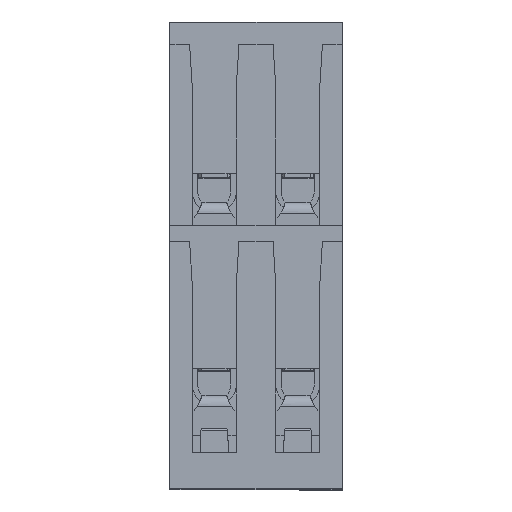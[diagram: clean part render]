
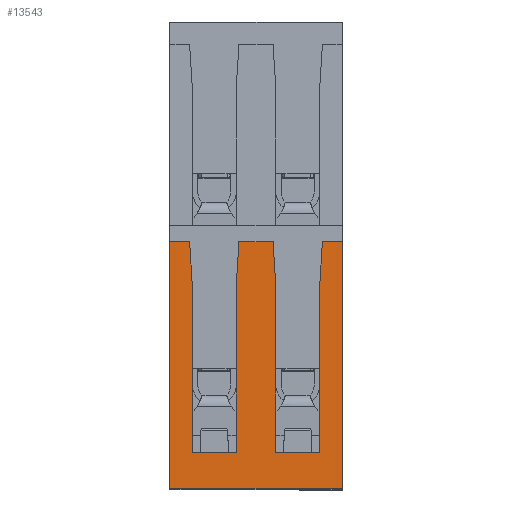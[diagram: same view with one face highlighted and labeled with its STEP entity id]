
A CAD part, top view. The second image highlights one B-rep face of the part: STEP entity #13543.
In plain terms, the highlighted planar face has unit normal (0, 0.021, 1).
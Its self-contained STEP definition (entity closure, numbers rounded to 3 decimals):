
#13 = VECTOR ( 'NONE', #16860, 1000. ) ;
#297 = DIRECTION ( 'NONE',  ( 1., 0., 0. ) ) ;
#490 = LINE ( 'NONE', #26109, #3732 ) ;
#628 = VERTEX_POINT ( 'NONE', #4080 ) ;
#764 = EDGE_CURVE ( 'NONE', #11628, #1793, #13576, .T. ) ;
#854 = CARTESIAN_POINT ( 'NONE',  ( -1.8, 18.496, 37.615 ) ) ;
#870 = AXIS2_PLACEMENT_3D ( 'NONE', #27434, #4831, #4532 ) ;
#992 = LINE ( 'NONE', #15194, #29274 ) ;
#1002 = DIRECTION ( 'NONE',  ( 0., -1., 0.021 ) ) ;
#1124 = ORIENTED_EDGE ( 'NONE', *, *, #20383, .F. ) ;
#1384 = ORIENTED_EDGE ( 'NONE', *, *, #27794, .F. ) ;
#1495 = VECTOR ( 'NONE', #297, 1000. ) ;
#1575 = EDGE_CURVE ( 'NONE', #13935, #3808, #992, .T. ) ;
#1793 = VERTEX_POINT ( 'NONE', #29669 ) ;
#1963 = DIRECTION ( 'NONE',  ( 0.062, 0.998, -0.021 ) ) ;
#2014 = ORIENTED_EDGE ( 'NONE', *, *, #23228, .T. ) ;
#2054 = CARTESIAN_POINT ( 'NONE',  ( 5.8, 18.496, 37.615 ) ) ;
#2166 = ORIENTED_EDGE ( 'NONE', *, *, #764, .F. ) ;
#2318 = CARTESIAN_POINT ( 'NONE',  ( -5.8, 3.299, 37.931 ) ) ;
#2387 = VECTOR ( 'NONE', #14582, 1000. ) ;
#2469 = CARTESIAN_POINT ( 'NONE',  ( 6.05, 22.495, 37.531 ) ) ;
#2553 = CARTESIAN_POINT ( 'NONE',  ( -1.8, 3.299, 37.931 ) ) ;
#3732 = VECTOR ( 'NONE', #21773, 1000. ) ;
#3778 = ORIENTED_EDGE ( 'NONE', *, *, #12312, .F. ) ;
#3808 = VERTEX_POINT ( 'NONE', #23426 ) ;
#3999 = CARTESIAN_POINT ( 'NONE',  ( -5.8, 18.496, 37.615 ) ) ;
#4080 = CARTESIAN_POINT ( 'NONE',  ( 7.85, 0., 38. ) ) ;
#4532 = DIRECTION ( 'NONE',  ( 0., 1., -0.021 ) ) ;
#4831 = DIRECTION ( 'NONE',  ( 0., -0.021, -1. ) ) ;
#5393 = LINE ( 'NONE', #26158, #13 ) ;
#5458 = CARTESIAN_POINT ( 'NONE',  ( 1.8, 18.496, 37.615 ) ) ;
#6180 = VERTEX_POINT ( 'NONE', #2553 ) ;
#7542 = EDGE_CURVE ( 'NONE', #21670, #17675, #11357, .T. ) ;
#8697 = CARTESIAN_POINT ( 'NONE',  ( -1.55, 22.495, 37.531 ) ) ;
#8943 = EDGE_CURVE ( 'NONE', #14250, #628, #490, .T. ) ;
#9052 = CARTESIAN_POINT ( 'NONE',  ( 5.8, 3.299, 37.931 ) ) ;
#9066 = LINE ( 'NONE', #2318, #1495 ) ;
#9348 = PLANE ( 'NONE',  #870 ) ;
#9806 = ORIENTED_EDGE ( 'NONE', *, *, #10496, .F. ) ;
#10046 = ORIENTED_EDGE ( 'NONE', *, *, #8943, .T. ) ;
#10496 = EDGE_CURVE ( 'NONE', #24684, #11628, #26923, .T. ) ;
#10699 = ORIENTED_EDGE ( 'NONE', *, *, #22946, .F. ) ;
#10885 = ORIENTED_EDGE ( 'NONE', *, *, #1575, .F. ) ;
#11357 = LINE ( 'NONE', #12994, #27796 ) ;
#11628 = VERTEX_POINT ( 'NONE', #2469 ) ;
#11652 = VERTEX_POINT ( 'NONE', #22891 ) ;
#11936 = CARTESIAN_POINT ( 'NONE',  ( -1.55, 22.495, 37.531 ) ) ;
#12312 = EDGE_CURVE ( 'NONE', #22133, #11652, #26425, .T. ) ;
#12334 = DIRECTION ( 'NONE',  ( 0., 1., -0.021 ) ) ;
#12424 = LINE ( 'NONE', #5458, #2387 ) ;
#12608 = ORIENTED_EDGE ( 'NONE', *, *, #21072, .F. ) ;
#12994 = CARTESIAN_POINT ( 'NONE',  ( -1.8, 18.496, 37.615 ) ) ;
#13077 = DIRECTION ( 'NONE',  ( 0., 1., -0.021 ) ) ;
#13299 = VECTOR ( 'NONE', #13558, 1000. ) ;
#13543 = ADVANCED_FACE ( 'NONE', ( #27388 ), #9348, .F. ) ;
#13558 = DIRECTION ( 'NONE',  ( 1., 0., 0. ) ) ;
#13576 = LINE ( 'NONE', #23225, #14287 ) ;
#13671 = DIRECTION ( 'NONE',  ( 0., 1., -0.021 ) ) ;
#13863 = LINE ( 'NONE', #20564, #26385 ) ;
#13935 = VERTEX_POINT ( 'NONE', #26710 ) ;
#14250 = VERTEX_POINT ( 'NONE', #16601 ) ;
#14267 = VECTOR ( 'NONE', #1002, 1000. ) ;
#14287 = VECTOR ( 'NONE', #16349, 1000. ) ;
#14582 = DIRECTION ( 'NONE',  ( 0., -1., 0.021 ) ) ;
#15194 = CARTESIAN_POINT ( 'NONE',  ( 1.8, 18.496, 37.615 ) ) ;
#15565 = VECTOR ( 'NONE', #13077, 1000. ) ;
#15789 = EDGE_CURVE ( 'NONE', #26496, #28993, #26179, .T. ) ;
#16061 = EDGE_CURVE ( 'NONE', #28993, #24684, #20447, .T. ) ;
#16118 = CARTESIAN_POINT ( 'NONE',  ( -5.8, 18.496, 37.615 ) ) ;
#16349 = DIRECTION ( 'NONE',  ( 1., 0., 0. ) ) ;
#16542 = ORIENTED_EDGE ( 'NONE', *, *, #25427, .F. ) ;
#16601 = CARTESIAN_POINT ( 'NONE',  ( -7.85, 0., 38. ) ) ;
#16846 = CARTESIAN_POINT ( 'NONE',  ( -1.8, 18.496, 37.615 ) ) ;
#16860 = DIRECTION ( 'NONE',  ( 1., 0., 0. ) ) ;
#16874 = DIRECTION ( 'NONE',  ( 0., 1., -0.021 ) ) ;
#16984 = LINE ( 'NONE', #17864, #15565 ) ;
#17675 = VERTEX_POINT ( 'NONE', #11936 ) ;
#17793 = CARTESIAN_POINT ( 'NONE',  ( 5.8, 3.299, 37.931 ) ) ;
#17864 = CARTESIAN_POINT ( 'NONE',  ( -7.85, 24., 37.5 ) ) ;
#17972 = EDGE_CURVE ( 'NONE', #17675, #13935, #29397, .T. ) ;
#18190 = LINE ( 'NONE', #24852, #25705 ) ;
#18191 = EDGE_CURVE ( 'NONE', #26303, #27732, #5393, .T. ) ;
#18667 = DIRECTION ( 'NONE',  ( 0.062, 0.998, -0.021 ) ) ;
#19676 = CARTESIAN_POINT ( 'NONE',  ( -7.85, 22.495, 37.531 ) ) ;
#19774 = CARTESIAN_POINT ( 'NONE',  ( 1.8, 3.299, 37.931 ) ) ;
#20383 = EDGE_CURVE ( 'NONE', #27732, #22133, #18190, .T. ) ;
#20447 = LINE ( 'NONE', #23521, #24329 ) ;
#20564 = CARTESIAN_POINT ( 'NONE',  ( 7.85, 24., 37.5 ) ) ;
#20618 = ORIENTED_EDGE ( 'NONE', *, *, #18191, .F. ) ;
#20681 = EDGE_LOOP ( 'NONE', ( #2014, #2166, #9806, #28143, #24347, #12608, #10885, #21977, #26055, #10699, #16542, #3778, #1124, #20618, #1384, #10046 ) ) ;
#21072 = EDGE_CURVE ( 'NONE', #3808, #26496, #12424, .T. ) ;
#21670 = VERTEX_POINT ( 'NONE', #16846 ) ;
#21773 = DIRECTION ( 'NONE',  ( 1., 0., 0. ) ) ;
#21977 = ORIENTED_EDGE ( 'NONE', *, *, #17972, .F. ) ;
#22096 = LINE ( 'NONE', #854, #23536 ) ;
#22133 = VERTEX_POINT ( 'NONE', #16118 ) ;
#22358 = CARTESIAN_POINT ( 'NONE',  ( -6.05, 22.495, 37.531 ) ) ;
#22891 = CARTESIAN_POINT ( 'NONE',  ( -5.8, 3.299, 37.931 ) ) ;
#22946 = EDGE_CURVE ( 'NONE', #6180, #21670, #22096, .T. ) ;
#23022 = DIRECTION ( 'NONE',  ( 0.062, -0.998, 0.021 ) ) ;
#23051 = CARTESIAN_POINT ( 'NONE',  ( 6.05, 22.495, 37.531 ) ) ;
#23225 = CARTESIAN_POINT ( 'NONE',  ( 6.05, 22.495, 37.531 ) ) ;
#23228 = EDGE_CURVE ( 'NONE', #628, #1793, #13863, .T. ) ;
#23300 = VECTOR ( 'NONE', #24678, 1000. ) ;
#23426 = CARTESIAN_POINT ( 'NONE',  ( 1.8, 18.496, 37.615 ) ) ;
#23521 = CARTESIAN_POINT ( 'NONE',  ( 5.8, 18.496, 37.615 ) ) ;
#23536 = VECTOR ( 'NONE', #16874, 1000. ) ;
#24329 = VECTOR ( 'NONE', #12334, 1000. ) ;
#24347 = ORIENTED_EDGE ( 'NONE', *, *, #15789, .F. ) ;
#24678 = DIRECTION ( 'NONE',  ( 1., 0., 0. ) ) ;
#24684 = VERTEX_POINT ( 'NONE', #2054 ) ;
#24852 = CARTESIAN_POINT ( 'NONE',  ( -6.05, 22.495, 37.531 ) ) ;
#25427 = EDGE_CURVE ( 'NONE', #11652, #6180, #9066, .T. ) ;
#25705 = VECTOR ( 'NONE', #23022, 1000. ) ;
#26055 = ORIENTED_EDGE ( 'NONE', *, *, #7542, .F. ) ;
#26109 = CARTESIAN_POINT ( 'NONE',  ( -7.85, 0., 38. ) ) ;
#26158 = CARTESIAN_POINT ( 'NONE',  ( -6.05, 22.495, 37.531 ) ) ;
#26179 = LINE ( 'NONE', #9052, #13299 ) ;
#26213 = VECTOR ( 'NONE', #18667, 1000. ) ;
#26303 = VERTEX_POINT ( 'NONE', #19676 ) ;
#26385 = VECTOR ( 'NONE', #13671, 1000. ) ;
#26425 = LINE ( 'NONE', #3999, #14267 ) ;
#26496 = VERTEX_POINT ( 'NONE', #19774 ) ;
#26710 = CARTESIAN_POINT ( 'NONE',  ( 1.55, 22.495, 37.531 ) ) ;
#26923 = LINE ( 'NONE', #23051, #26213 ) ;
#27388 = FACE_OUTER_BOUND ( 'NONE', #20681, .T. ) ;
#27434 = CARTESIAN_POINT ( 'NONE',  ( -7.85, 24., 37.5 ) ) ;
#27732 = VERTEX_POINT ( 'NONE', #22358 ) ;
#27794 = EDGE_CURVE ( 'NONE', #14250, #26303, #16984, .T. ) ;
#27796 = VECTOR ( 'NONE', #1963, 1000. ) ;
#28143 = ORIENTED_EDGE ( 'NONE', *, *, #16061, .F. ) ;
#28870 = DIRECTION ( 'NONE',  ( 0.062, -0.998, 0.021 ) ) ;
#28993 = VERTEX_POINT ( 'NONE', #17793 ) ;
#29274 = VECTOR ( 'NONE', #28870, 1000. ) ;
#29397 = LINE ( 'NONE', #8697, #23300 ) ;
#29669 = CARTESIAN_POINT ( 'NONE',  ( 7.85, 22.495, 37.531 ) ) ;
